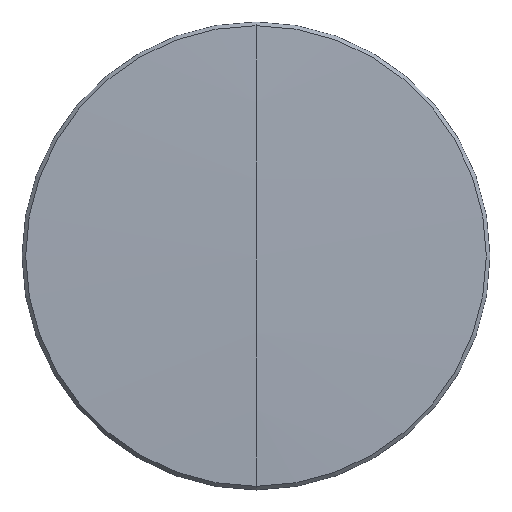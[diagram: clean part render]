
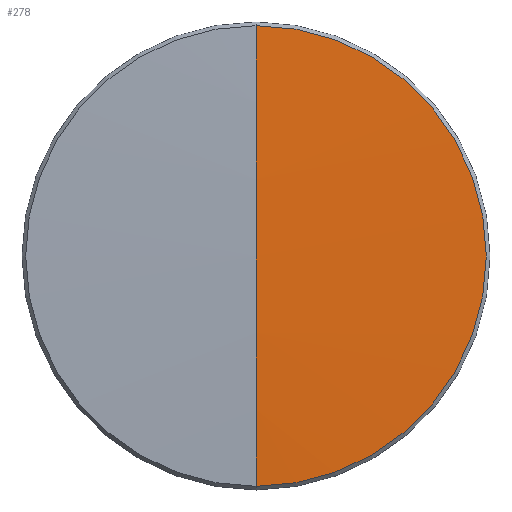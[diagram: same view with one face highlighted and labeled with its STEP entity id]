
A CAD part, top view. The second image highlights one B-rep face of the part: STEP entity #278.
In plain terms, the highlighted spherical face has radius 300.67 mm.
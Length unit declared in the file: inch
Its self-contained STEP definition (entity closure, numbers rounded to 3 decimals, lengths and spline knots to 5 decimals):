
#9 = CIRCLE ( 'NONE', #109, 0.49214 ) ;
#13 = EDGE_CURVE ( 'NONE', #77, #272, #9, .T. ) ;
#17 = DIRECTION ( 'NONE',  ( 0., 0., 1. ) ) ;
#20 = CARTESIAN_POINT ( 'NONE',  ( 0., 0., 0.0252 ) ) ;
#26 = DIRECTION ( 'NONE',  ( 1., 0., 0. ) ) ;
#39 = ORIENTED_EDGE ( 'NONE', *, *, #125, .T. ) ;
#40 = FACE_OUTER_BOUND ( 'NONE', #154, .T. ) ;
#42 = CARTESIAN_POINT ( 'NONE',  ( 0., 0.49214, 0.0252 ) ) ;
#43 = CARTESIAN_POINT ( 'NONE',  ( 0., 0., 0.03543 ) ) ;
#50 = ORIENTED_EDGE ( 'NONE', *, *, #13, .T. ) ;
#65 = AXIS2_PLACEMENT_3D ( 'NONE', #68, #228, #93 ) ;
#68 = CARTESIAN_POINT ( 'NONE',  ( 0., 0., -11.80197 ) ) ;
#69 = CARTESIAN_POINT ( 'NONE',  ( 0., 0., -11.80197 ) ) ;
#77 = VERTEX_POINT ( 'NONE', #302 ) ;
#82 = CIRCLE ( 'NONE', #151, 11.8374 ) ;
#93 = DIRECTION ( 'NONE',  ( 0., 1., 0. ) ) ;
#95 = DIRECTION ( 'NONE',  ( 0., 0., 1. ) ) ;
#109 = AXIS2_PLACEMENT_3D ( 'NONE', #20, #17, #204 ) ;
#125 = EDGE_CURVE ( 'NONE', #165, #77, #82, .T. ) ;
#133 = ORIENTED_EDGE ( 'NONE', *, *, #148, .F. ) ;
#148 = EDGE_CURVE ( 'NONE', #165, #272, #296, .T. ) ;
#151 = AXIS2_PLACEMENT_3D ( 'NONE', #159, #26, #180 ) ;
#154 = EDGE_LOOP ( 'NONE', ( #133, #39, #50 ) ) ;
#159 = CARTESIAN_POINT ( 'NONE',  ( 0., 0., -11.80197 ) ) ;
#165 = VERTEX_POINT ( 'NONE', #43 ) ;
#176 = AXIS2_PLACEMENT_3D ( 'NONE', #69, #230, #95 ) ;
#180 = DIRECTION ( 'NONE',  ( 0., 1., 0. ) ) ;
#204 = DIRECTION ( 'NONE',  ( 0., 1., 0. ) ) ;
#228 = DIRECTION ( 'NONE',  ( 1., 0., 0. ) ) ;
#230 = DIRECTION ( 'NONE',  ( -1., 0., 0. ) ) ;
#272 = VERTEX_POINT ( 'NONE', #42 ) ;
#275 = SPHERICAL_SURFACE ( 'NONE', #65, 11.8374 ) ;
#278 = ADVANCED_FACE ( 'NONE', ( #40 ), #275, .T. ) ;
#296 = CIRCLE ( 'NONE', #176, 11.8374 ) ;
#302 = CARTESIAN_POINT ( 'NONE',  ( 0., -0.49214, 0.0252 ) ) ;
